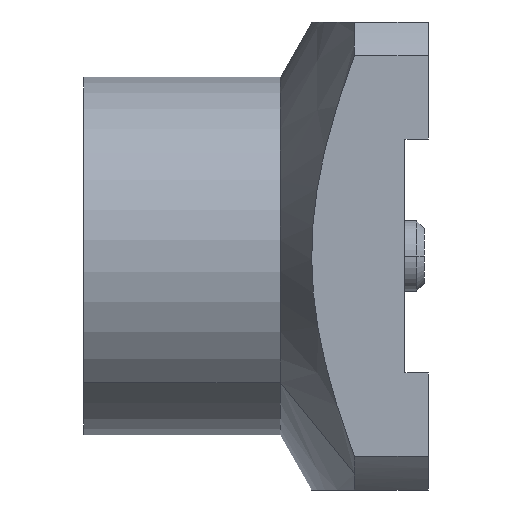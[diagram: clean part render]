
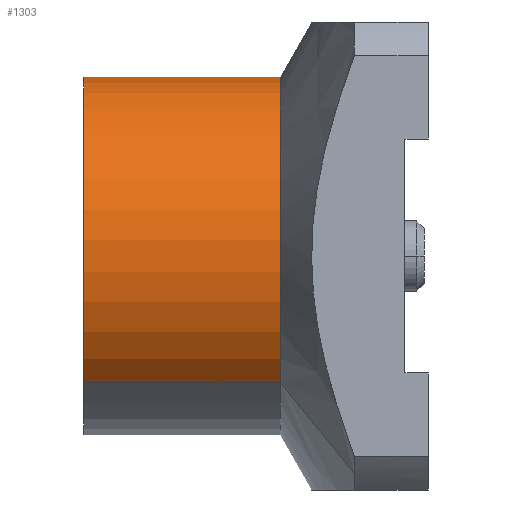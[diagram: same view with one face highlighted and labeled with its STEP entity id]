
A CAD part, front view. The second image highlights one B-rep face of the part: STEP entity #1303.
In plain terms, the highlighted cylindrical face has radius 2.3 mm (diameter 4.6 mm), a partial arc.
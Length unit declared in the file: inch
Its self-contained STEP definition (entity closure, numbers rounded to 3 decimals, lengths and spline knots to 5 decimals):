
#421=CARTESIAN_POINT('',(-0.0748,0.,0.));
#422=DIRECTION('',(1.,0.,0.));
#423=DIRECTION('',(0.,0.707,0.707));
#424=AXIS2_PLACEMENT_3D('',#421,#422,#423);
#426=DIRECTION('',(1.,0.,0.));
#427=VECTOR('',#426,0.09921);
#428=CARTESIAN_POINT('',(-0.17402,0.06403,
0.06403));
#429=LINE('',#428,#427);
#430=DIRECTION('',(1.,0.,0.));
#431=VECTOR('',#430,0.09921);
#432=CARTESIAN_POINT('',(-0.17402,-0.06403,
-0.06403));
#433=LINE('',#432,#431);
#439=CARTESIAN_POINT('',(-0.17402,0.,0.));
#440=DIRECTION('',(1.,0.,0.));
#441=DIRECTION('',(0.,0.707,0.707));
#442=AXIS2_PLACEMENT_3D('',#439,#440,#441);
#669=CARTESIAN_POINT('',(-0.17402,0.06403,
0.06403));
#670=CARTESIAN_POINT('',(-0.17402,-0.06403,
-0.06403));
#671=VERTEX_POINT('',#669);
#672=VERTEX_POINT('',#670);
#673=CARTESIAN_POINT('',(-0.0748,0.06403,
0.06403));
#674=VERTEX_POINT('',#673);
#675=CARTESIAN_POINT('',(-0.0748,-0.06403,
-0.06403));
#676=VERTEX_POINT('',#675);
#1289=CARTESIAN_POINT('',(-0.17898,0.,0.));
#1290=DIRECTION('',(1.,0.,0.));
#1291=DIRECTION('',(0.,-0.707,-0.707));
#1292=AXIS2_PLACEMENT_3D('',#1289,#1290,#1291);
#1293=CYLINDRICAL_SURFACE('',#1292,0.09055);
#1295=ORIENTED_EDGE('',*,*,#1294,.T.);
#1296=ORIENTED_EDGE('',*,*,#1169,.T.);
#1298=ORIENTED_EDGE('',*,*,#1297,.F.);
#1300=ORIENTED_EDGE('',*,*,#1299,.F.);
#1301=EDGE_LOOP('',(#1295,#1296,#1298,#1300));
#1302=FACE_OUTER_BOUND('',#1301,.F.);
#1303=ADVANCED_FACE('',(#1302),#1293,.T.);
#425=CIRCLE('',#424,0.09055);
#443=CIRCLE('',#442,0.09055);
#1169=EDGE_CURVE('',#674,#676,#425,.T.);
#1294=EDGE_CURVE('',#671,#674,#429,.T.);
#1297=EDGE_CURVE('',#672,#676,#433,.T.);
#1299=EDGE_CURVE('',#671,#672,#443,.T.);
